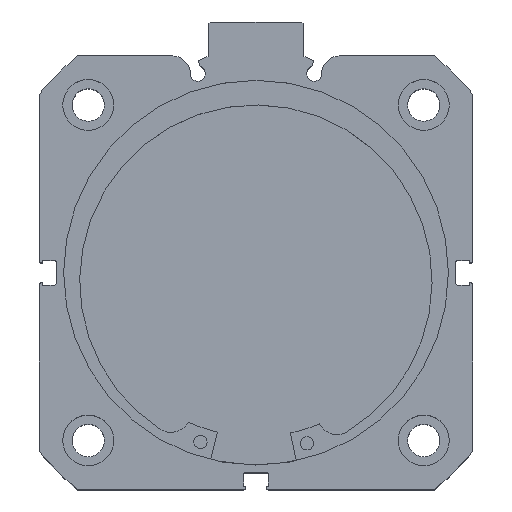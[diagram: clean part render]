
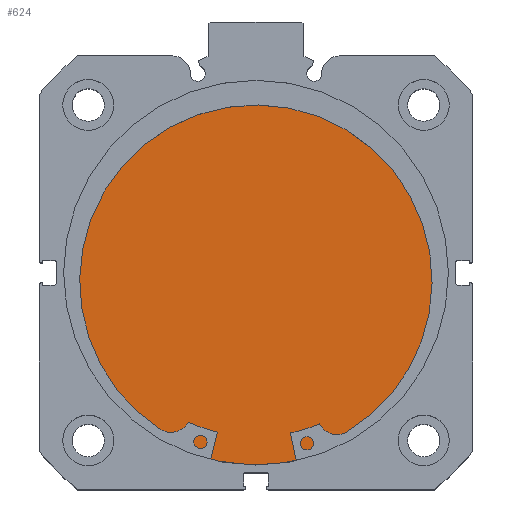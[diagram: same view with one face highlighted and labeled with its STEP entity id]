
A CAD part, top view. The second image highlights one B-rep face of the part: STEP entity #624.
In plain terms, the highlighted face is planar.
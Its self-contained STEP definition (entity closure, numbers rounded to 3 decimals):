
#348 = VERTEX_POINT ( 'NONE', #978 ) ;
#349 = VERTEX_POINT ( 'NONE', #977 ) ;
#624 = ADVANCED_FACE ( 'NONE', ( #1905 ), #2728, .F. ) ;
#977 = CARTESIAN_POINT ( 'NONE',  ( 13., 0., 51. ) ) ;
#978 = CARTESIAN_POINT ( 'NONE',  ( 13., 0., -51. ) ) ;
#1365 = ORIENTED_EDGE ( 'NONE', *, *, #6078, .F. ) ;
#1366 = ORIENTED_EDGE ( 'NONE', *, *, #6069, .F. ) ;
#1905 = FACE_OUTER_BOUND ( 'NONE', #5768, .T. ) ;
#2727 = CARTESIAN_POINT ( 'NONE',  ( 13., 51., 0. ) ) ;
#2728 = PLANE ( 'NONE',  #6646 ) ;
#2729 = DIRECTION ( 'NONE',  ( -1., 0., 0. ) ) ;
#2730 = DIRECTION ( 'NONE',  ( 0., 0., 1. ) ) ;
#3230 = CARTESIAN_POINT ( 'NONE',  ( 13., 0., 0. ) ) ;
#3236 = DIRECTION ( 'NONE',  ( -1., 0., 0. ) ) ;
#3237 = DIRECTION ( 'NONE',  ( 0., 0., 1. ) ) ;
#3244 = CARTESIAN_POINT ( 'NONE',  ( 13., 0., 0. ) ) ;
#3261 = DIRECTION ( 'NONE',  ( -1., 0., 0. ) ) ;
#3262 = DIRECTION ( 'NONE',  ( 0., 0., 1. ) ) ;
#3457 = CIRCLE ( 'NONE', #6765, 51. ) ;
#3469 = CIRCLE ( 'NONE', #6771, 51. ) ;
#5768 = EDGE_LOOP ( 'NONE', ( #1365, #1366 ) ) ;
#6069 = EDGE_CURVE ( 'NONE', #348, #349, #3457, .T. ) ;
#6078 = EDGE_CURVE ( 'NONE', #349, #348, #3469, .T. ) ;
#6646 = AXIS2_PLACEMENT_3D ( 'NONE', #2727, #2729, #2730 ) ;
#6765 = AXIS2_PLACEMENT_3D ( 'NONE', #3230, #3236, #3237 ) ;
#6771 = AXIS2_PLACEMENT_3D ( 'NONE', #3244, #3261, #3262 ) ;
